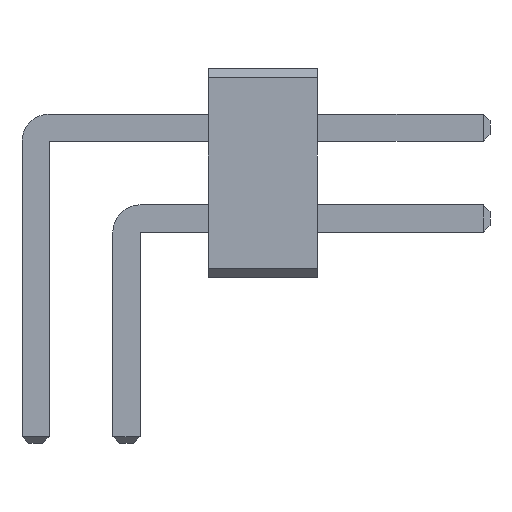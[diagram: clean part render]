
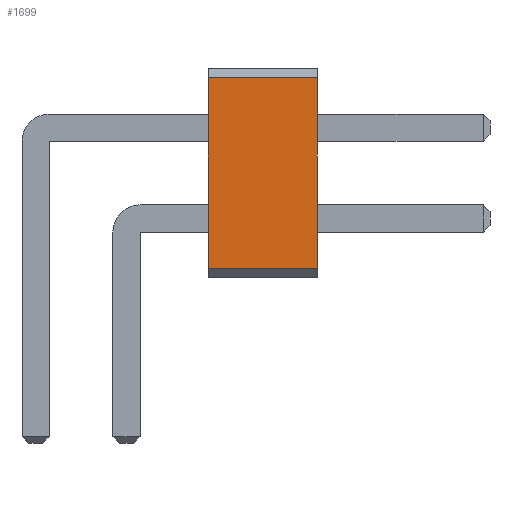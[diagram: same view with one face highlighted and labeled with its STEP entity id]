
A CAD part, front view. The second image highlights one B-rep face of the part: STEP entity #1699.
In plain terms, the highlighted planar face has unit normal (0, -1, 0).
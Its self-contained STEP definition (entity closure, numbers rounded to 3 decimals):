
#13=DIRECTION('',(0.,0.,1.));
#27=VECTOR('',#28,1.);
#28=DIRECTION('',(1.,0.,0.));
#57=DIRECTION('',(0.,-1.,0.));
#1686=VERTEX_POINT('',#1687);
#1687=CARTESIAN_POINT('',(3.1,-28.5,0.1));
#1690=EDGE_CURVE('',#1691,#1686,#1693,.T.);
#1691=VERTEX_POINT('',#1692);
#1692=CARTESIAN_POINT('',(1.9,-28.5,0.1));
#1693=LINE('',#1692,#27);
#1699=ADVANCED_FACE('',(#1700),#1717,.T.);
#1700=FACE_BOUND('',#1701,.T.);
#1701=EDGE_LOOP('',(#1702,#1703,#1709,#1714));
#1702=ORIENTED_EDGE('',*,*,#1690,.T.);
#1703=ORIENTED_EDGE('',*,*,#1704,.T.);
#1704=EDGE_CURVE('',#1686,#1705,#1707,.T.);
#1705=VERTEX_POINT('',#1706);
#1706=CARTESIAN_POINT('',(3.1,-28.5,2.2));
#1707=LINE('',#1687,#1708);
#1708=VECTOR('',#13,1.);
#1709=ORIENTED_EDGE('',*,*,#1710,.F.);
#1710=EDGE_CURVE('',#1711,#1705,#1713,.T.);
#1711=VERTEX_POINT('',#1712);
#1712=CARTESIAN_POINT('',(1.9,-28.5,2.2));
#1713=LINE('',#1712,#27);
#1714=ORIENTED_EDGE('',*,*,#1715,.F.);
#1715=EDGE_CURVE('',#1691,#1711,#1716,.T.);
#1716=LINE('',#1692,#1708);
#1717=PLANE('',#1718);
#1718=AXIS2_PLACEMENT_3D('',#1692,#57,#13);
